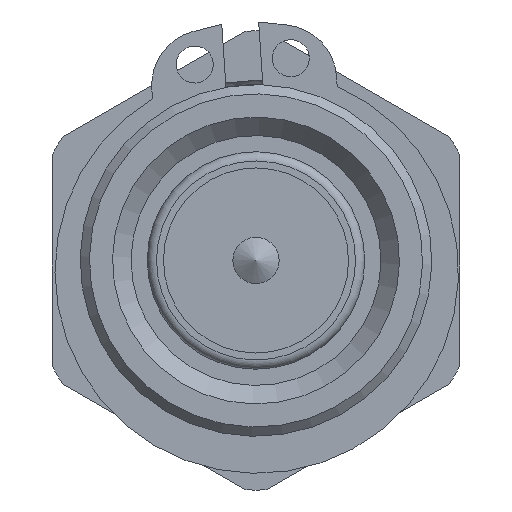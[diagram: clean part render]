
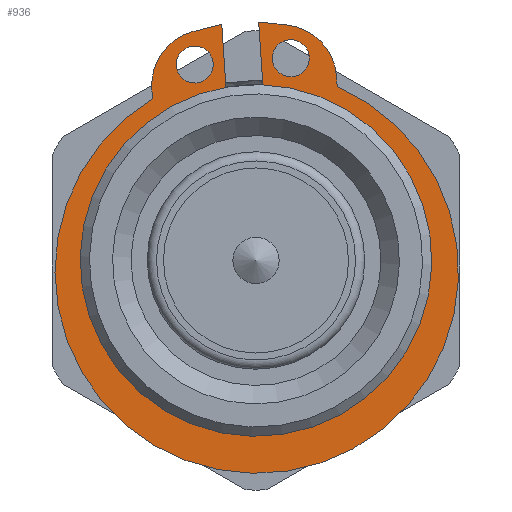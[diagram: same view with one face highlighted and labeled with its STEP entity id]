
A CAD part, left-side view. The second image highlights one B-rep face of the part: STEP entity #936.
In plain terms, the highlighted planar face has unit normal (-1, 0, 0).
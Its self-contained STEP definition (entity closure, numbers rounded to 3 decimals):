
#30=LINE('',#1455,#98);
#38=LINE('',#1486,#106);
#42=LINE('',#1498,#110);
#44=LINE('',#1502,#112);
#47=LINE('',#1509,#115);
#51=LINE('',#1515,#119);
#98=VECTOR('',#1163,10.);
#106=VECTOR('',#1191,10.);
#110=VECTOR('',#1205,10.);
#112=VECTOR('',#1209,10.);
#115=VECTOR('',#1214,10.);
#119=VECTOR('',#1220,10.);
#237=FACE_BOUND('',#325,.T.);
#238=FACE_BOUND('',#326,.T.);
#265=FACE_OUTER_BOUND('',#324,.T.);
#324=EDGE_LOOP('',(#720,#721,#722,#723,#724,#725,#726,#727,#728,#729,#730));
#325=EDGE_LOOP('',(#731));
#326=EDGE_LOOP('',(#732));
#380=CIRCLE('',#1014,3.);
#388=CIRCLE('',#1025,3.);
#389=CIRCLE('',#1028,1.);
#390=CIRCLE('',#1030,1.);
#391=CIRCLE('',#1036,10.9);
#392=CIRCLE('',#1038,9.);
#393=CIRCLE('',#1039,9.);
#439=VERTEX_POINT('',#1442);
#440=VERTEX_POINT('',#1443);
#444=VERTEX_POINT('',#1453);
#455=VERTEX_POINT('',#1479);
#456=VERTEX_POINT('',#1480);
#457=VERTEX_POINT('',#1485);
#458=VERTEX_POINT('',#1489);
#459=VERTEX_POINT('',#1493);
#460=VERTEX_POINT('',#1497);
#461=VERTEX_POINT('',#1501);
#463=VERTEX_POINT('',#1507);
#464=VERTEX_POINT('',#1508);
#466=VERTEX_POINT('',#1519);
#526=EDGE_CURVE('',#439,#440,#380,.T.);
#532=EDGE_CURVE('',#444,#439,#30,.T.);
#544=EDGE_CURVE('',#455,#456,#388,.T.);
#547=EDGE_CURVE('',#456,#457,#38,.T.);
#549=EDGE_CURVE('',#458,#458,#389,.T.);
#551=EDGE_CURVE('',#459,#459,#390,.T.);
#553=EDGE_CURVE('',#440,#460,#42,.T.);
#555=EDGE_CURVE('',#460,#461,#44,.T.);
#558=EDGE_CURVE('',#463,#464,#47,.T.);
#562=EDGE_CURVE('',#464,#455,#51,.T.);
#563=EDGE_CURVE('',#457,#444,#391,.T.);
#564=EDGE_CURVE('',#466,#463,#392,.T.);
#565=EDGE_CURVE('',#461,#466,#393,.T.);
#720=ORIENTED_EDGE('',*,*,#526,.F.);
#721=ORIENTED_EDGE('',*,*,#532,.F.);
#722=ORIENTED_EDGE('',*,*,#563,.F.);
#723=ORIENTED_EDGE('',*,*,#547,.F.);
#724=ORIENTED_EDGE('',*,*,#544,.F.);
#725=ORIENTED_EDGE('',*,*,#562,.F.);
#726=ORIENTED_EDGE('',*,*,#558,.F.);
#727=ORIENTED_EDGE('',*,*,#564,.F.);
#728=ORIENTED_EDGE('',*,*,#565,.F.);
#729=ORIENTED_EDGE('',*,*,#555,.F.);
#730=ORIENTED_EDGE('',*,*,#553,.F.);
#731=ORIENTED_EDGE('',*,*,#549,.T.);
#732=ORIENTED_EDGE('',*,*,#551,.T.);
#902=PLANE('',#1037);
#936=ADVANCED_FACE('',(#265,#237,#238),#902,.T.);
#1014=AXIS2_PLACEMENT_3D('',#1444,#1153,#1154);
#1025=AXIS2_PLACEMENT_3D('',#1481,#1185,#1186);
#1028=AXIS2_PLACEMENT_3D('',#1490,#1195,#1196);
#1030=AXIS2_PLACEMENT_3D('',#1494,#1200,#1201);
#1036=AXIS2_PLACEMENT_3D('',#1517,#1223,#1224);
#1037=AXIS2_PLACEMENT_3D('',#1518,#1225,#1226);
#1038=AXIS2_PLACEMENT_3D('',#1520,#1227,#1228);
#1039=AXIS2_PLACEMENT_3D('',#1521,#1229,#1230);
#1153=DIRECTION('center_axis',(1.,0.,0.));
#1154=DIRECTION('ref_axis',(0.,0.807,0.591));
#1163=DIRECTION('',(0.,0.066,0.998));
#1185=DIRECTION('center_axis',(1.,0.,0.));
#1186=DIRECTION('ref_axis',(0.,-0.722,0.692));
#1191=DIRECTION('',(0.,-0.066,-0.998));
#1195=DIRECTION('center_axis',(1.,0.,0.));
#1196=DIRECTION('ref_axis',(0.,0.998,-0.066));
#1200=DIRECTION('center_axis',(1.,0.,0.));
#1201=DIRECTION('ref_axis',(0.,0.998,-0.066));
#1205=DIRECTION('',(0.,-0.971,0.239));
#1209=DIRECTION('',(0.,-0.066,-0.998));
#1214=DIRECTION('',(0.,0.066,0.998));
#1220=DIRECTION('',(0.,-0.994,-0.108));
#1223=DIRECTION('center_axis',(1.,0.,0.));
#1224=DIRECTION('ref_axis',(0.,0.517,0.856));
#1225=DIRECTION('center_axis',(-1.,0.,0.));
#1226=DIRECTION('ref_axis',(0.,0.998,-0.066));
#1227=DIRECTION('center_axis',(-1.,0.,0.));
#1228=DIRECTION('ref_axis',(0.,0.781,-0.625));
#1229=DIRECTION('center_axis',(-1.,0.,0.));
#1230=DIRECTION('ref_axis',(0.,0.781,-0.625));
#1442=CARTESIAN_POINT('',(-2.2,5.627,9.269));
#1443=CARTESIAN_POINT('',(-2.2,3.349,12.381));
#1444=CARTESIAN_POINT('Origin',(-2.2,2.633,9.468));
#1453=CARTESIAN_POINT('',(-2.2,5.591,8.734));
#1455=CARTESIAN_POINT('',(-2.2,5.793,11.781));
#1479=CARTESIAN_POINT('',(-2.2,-1.682,12.715));
#1480=CARTESIAN_POINT('',(-2.2,-4.351,9.932));
#1481=CARTESIAN_POINT('Origin',(-2.2,-1.358,9.733));
#1485=CARTESIAN_POINT('',(-2.2,-4.387,9.397));
#1486=CARTESIAN_POINT('',(-2.2,-4.387,9.397));
#1489=CARTESIAN_POINT('',(-2.2,2.311,10.65));
#1490=CARTESIAN_POINT('Origin',(-2.2,3.309,10.584));
#1493=CARTESIAN_POINT('',(-2.2,-2.878,10.995));
#1494=CARTESIAN_POINT('Origin',(-2.2,-1.88,10.929));
#1497=CARTESIAN_POINT('',(-2.2,1.849,12.75));
#1498=CARTESIAN_POINT('',(-2.2,1.849,12.75));
#1501=CARTESIAN_POINT('',(-2.2,1.591,8.858));
#1502=CARTESIAN_POINT('',(-2.2,1.591,8.858));
#1507=CARTESIAN_POINT('',(-2.2,-0.405,8.991));
#1508=CARTESIAN_POINT('',(-2.2,-0.147,12.882));
#1509=CARTESIAN_POINT('',(-2.2,-0.147,12.882));
#1515=CARTESIAN_POINT('',(-2.2,-4.185,12.444));
#1517=CARTESIAN_POINT('Origin',(-2.2,-0.04,-0.599));
#1518=CARTESIAN_POINT('Origin',(-2.2,0.098,1.477));
#1519=CARTESIAN_POINT('',(-2.2,-7.027,5.623));
#1520=CARTESIAN_POINT('Origin',(-2.2,0.,
0.));
#1521=CARTESIAN_POINT('Origin',(-2.2,0.,
0.));
